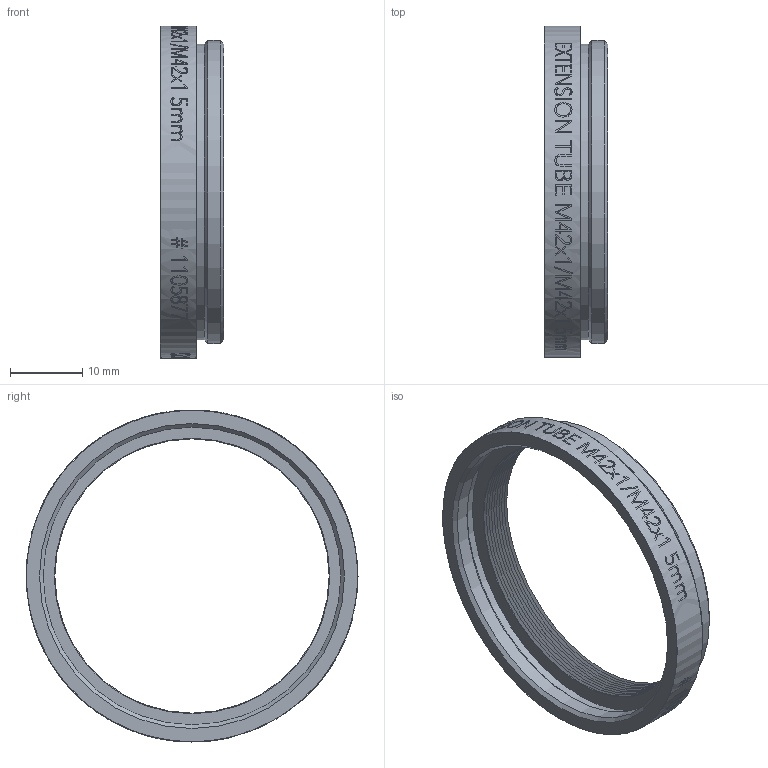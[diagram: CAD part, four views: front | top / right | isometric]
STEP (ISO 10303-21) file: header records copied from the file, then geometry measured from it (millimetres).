
FILE_DESCRIPTION(/* description */ (''),/* implementation_level */ '2;1');
FILE_NAME(/* name */ '1105877_00172022_001.stp',/* time_stamp */ '2022-12-06T10:49:14+01:00',/* author */ (''),/* organization */ (''),/* preprocessor_version */ 'ST-DEVELOPER v16',/* originating_system */ 'SIEMENS PLM Software NX 10.0',/* authorisation */ '');
FILE_SCHEMA (('AP203_CONFIGURATION_CONTROLLED_3D_DESIGN_OF_MECHANICAL_PARTS_AND_ASSEMBLIES_MIM_LF { 1 0 10303 403 2 1 2}'));
Length unit declared in the file: millimetre
Products named in the file (1): Froe3638EF49ghrr
Bounding box: 8.8 x 46 x 46 mm (x, y, z)
Volume: 2448 mm3; surface area: 4729.8 mm2
Topology: 1 solids, 2 shells, 104 faces, 547 edges, 517 vertices
Faces by surface type: cylinder 75, cone 24, plane 5
Full cylindrical faces by diameter (mm): 41 x1, 41.25 x1, 42 x1, 42.3 x1, 46 x2
Entity records: 7050 total; most frequent: CARTESIAN_POINT 3330, ORIENTED_EDGE 1028, VERTEX_POINT 515, EDGE_CURVE 515, B_SPLINE_CURVE_WITH_KNOTS 479, DIRECTION 282, EDGE_LOOP 208, FACE_BOUND 151
